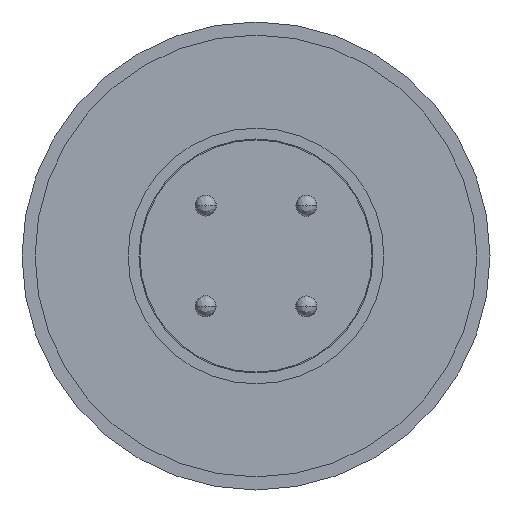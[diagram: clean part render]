
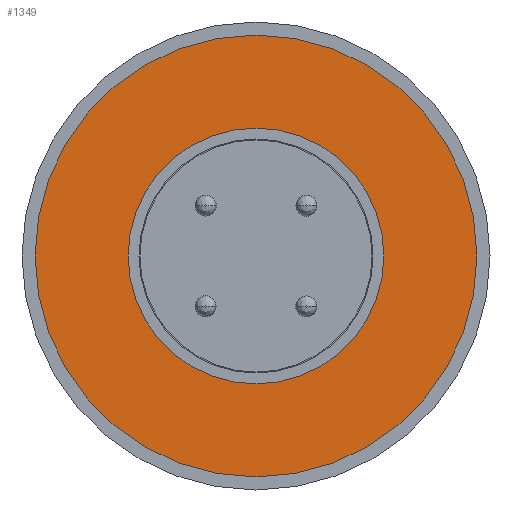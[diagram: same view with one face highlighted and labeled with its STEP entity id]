
A CAD part, left-side view. The second image highlights one B-rep face of the part: STEP entity #1349.
In plain terms, the highlighted planar face has unit normal (-1, 0, 0).
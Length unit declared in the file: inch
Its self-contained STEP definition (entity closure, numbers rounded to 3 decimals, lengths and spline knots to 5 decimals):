
#102 = CIRCLE ( 'NONE', #2468, 0.3415 ) ;
#159 = CIRCLE ( 'NONE', #2482, 0.3415 ) ;
#176 = CIRCLE ( 'NONE', #2476, 0.59 ) ;
#584 = EDGE_CURVE ( 'NONE', #5488, #5416, #5168, .T. ) ;
#978 = ORIENTED_EDGE ( 'NONE', *, *, #1988, .F. ) ;
#1102 = ORIENTED_EDGE ( 'NONE', *, *, #2000, .T. ) ;
#1297 = ORIENTED_EDGE ( 'NONE', *, *, #584, .T. ) ;
#1349 = ADVANCED_FACE ( 'NONE', ( #4985, #4977 ), #4123, .F. ) ;
#1426 = ORIENTED_EDGE ( 'NONE', *, *, #2008, .F. ) ;
#1496 = EDGE_LOOP ( 'NONE', ( #1297, #1102 ) ) ;
#1637 = EDGE_LOOP ( 'NONE', ( #1426, #978 ) ) ;
#1988 = EDGE_CURVE ( 'NONE', #5591, #5621, #159, .T. ) ;
#2000 = EDGE_CURVE ( 'NONE', #5416, #5488, #176, .T. ) ;
#2008 = EDGE_CURVE ( 'NONE', #5621, #5591, #102, .T. ) ;
#2094 = AXIS2_PLACEMENT_3D ( 'NONE', #4121, #4124, #4120 ) ;
#2209 = DIRECTION ( 'NONE',  ( 0., 0., 1. ) ) ;
#2210 = DIRECTION ( 'NONE',  ( -1., 0., 0. ) ) ;
#2211 = CARTESIAN_POINT ( 'NONE',  ( 0., 0., 0. ) ) ;
#2247 = DIRECTION ( 'NONE',  ( 0., 0., 1. ) ) ;
#2248 = DIRECTION ( 'NONE',  ( -1., 0., 0. ) ) ;
#2249 = CARTESIAN_POINT ( 'NONE',  ( 0., 0., 0. ) ) ;
#2285 = DIRECTION ( 'NONE',  ( 0., 0., 1. ) ) ;
#2286 = DIRECTION ( 'NONE',  ( -1., 0., 0. ) ) ;
#2287 = CARTESIAN_POINT ( 'NONE',  ( 0., 0., 0. ) ) ;
#2468 = AXIS2_PLACEMENT_3D ( 'NONE', #2211, #2210, #2209 ) ;
#2476 = AXIS2_PLACEMENT_3D ( 'NONE', #2249, #2248, #2247 ) ;
#2482 = AXIS2_PLACEMENT_3D ( 'NONE', #2287, #2286, #2285 ) ;
#2992 = CARTESIAN_POINT ( 'NONE',  ( 0., 0., 0.59 ) ) ;
#3135 = AXIS2_PLACEMENT_3D ( 'NONE', #3397, #3391, #3390 ) ;
#3390 = DIRECTION ( 'NONE',  ( 0., 0., 1. ) ) ;
#3391 = DIRECTION ( 'NONE',  ( -1., 0., 0. ) ) ;
#3397 = CARTESIAN_POINT ( 'NONE',  ( 0., 0., 0. ) ) ;
#4120 = DIRECTION ( 'NONE',  ( 0., 0., -1. ) ) ;
#4121 = CARTESIAN_POINT ( 'NONE',  ( 0., 0.59, 0. ) ) ;
#4123 = PLANE ( 'NONE',  #2094 ) ;
#4124 = DIRECTION ( 'NONE',  ( 1., 0., 0. ) ) ;
#4210 = CARTESIAN_POINT ( 'NONE',  ( 0., 0., 0.3415 ) ) ;
#4588 = CARTESIAN_POINT ( 'NONE',  ( 0., 0., -0.3415 ) ) ;
#4738 = CARTESIAN_POINT ( 'NONE',  ( 0., 0., -0.59 ) ) ;
#4977 = FACE_OUTER_BOUND ( 'NONE', #1496, .T. ) ;
#4985 = FACE_BOUND ( 'NONE', #1637, .T. ) ;
#5168 = CIRCLE ( 'NONE', #3135, 0.59 ) ;
#5416 = VERTEX_POINT ( 'NONE', #4738 ) ;
#5488 = VERTEX_POINT ( 'NONE', #2992 ) ;
#5591 = VERTEX_POINT ( 'NONE', #4588 ) ;
#5621 = VERTEX_POINT ( 'NONE', #4210 ) ;
